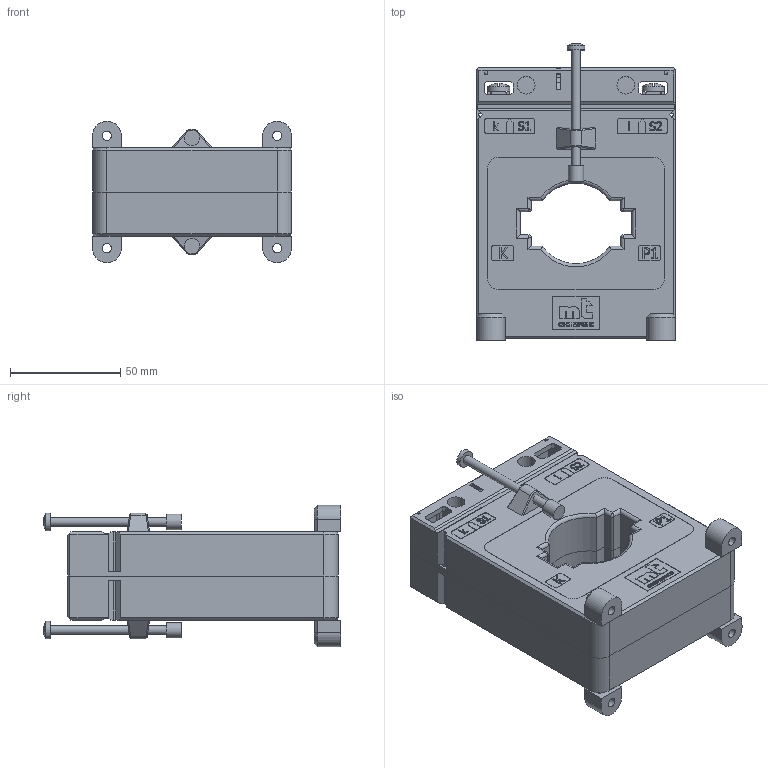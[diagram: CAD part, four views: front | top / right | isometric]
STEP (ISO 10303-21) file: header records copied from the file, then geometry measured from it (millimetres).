
FILE_DESCRIPTION(/* description */ (''),/* implementation_level */ '2;1');
FILE_NAME(/* name */ 'CLB 5.91.step',/* time_stamp */ '2024-10-25T09:25:00+02:00',/* author */ ('peter'),/* organization */ (''),/* preprocessor_version */ 'ST-DEVELOPER v20',/* originating_system */ 'Autodesk Inventor 2025',/* authorisation */ '');
FILE_SCHEMA (('AUTOMOTIVE_DESIGN { 1 0 10303 214 3 1 1 }'));
Length unit declared in the file: millimetre
Products named in the file (11): Current transformer CLB 5.91; Front plastic case CLB 5.91; Back plastic case CLB 5.91; Tape label CLB 5.91; Secondary terminal 28 CLB; Secondary terminal cover 37B CLB; Plastic mounting foot; Rivet 20; Insulating cap; Screw M5x8; Screw 4x60
Assembly tree (23 placements, depth 2):
  Current transformer CLB 5.91
    Front plastic case CLB 5.91
    Back plastic case CLB 5.91
    Tape label CLB 5.91
    Secondary terminal 28 CLB  x2
    Secondary terminal cover 37B CLB  x2
    Plastic mounting foot  x4
    Rivet 20  x4
    Insulating cap  x2
    Screw M5x8  x4
    Screw 4x60  x2
Bounding box: 90 x 134.47 x 64 mm (x, y, z)
Volume: 376176.9 mm3; surface area: 85932.1 mm2
Topology: 23 solids, 27 shells, 1790 faces, 4784 edges, 3138 vertices
Faces by surface type: plane 1109, bspline 369, cylinder 252, cone 38, torus 12, sphere 10
Full cylindrical faces by diameter (mm): 1.5 x4, 2.4 x4, 2.95 x2, 3 x6, 3.5 x2, 4 x8, 4.1 x4, 4.134 x4, 4.2 x4, 4.5 x4, 5 x8, 7 x2, 8 x18, 9 x4, 10 x4
Entity records: 49785 total; most frequent: CARTESIAN_POINT 13558, ORIENTED_EDGE 8116, DIRECTION 5999, EDGE_CURVE 4058, LINE 2903, VECTOR 2903, VERTEX_POINT 2669, EDGE_LOOP 1639
